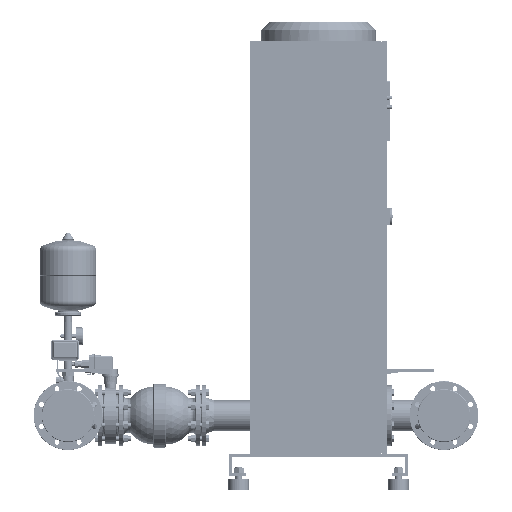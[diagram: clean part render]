
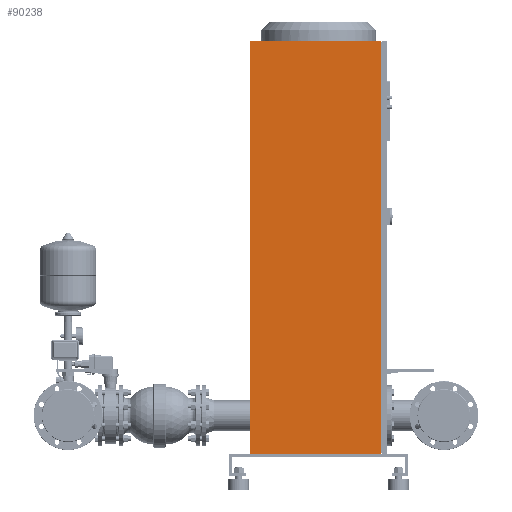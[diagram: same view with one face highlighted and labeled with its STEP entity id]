
A CAD part, left-side view. The second image highlights one B-rep face of the part: STEP entity #90238.
In plain terms, the highlighted free-form (B-spline) face has degree [1, 1] with [2, 2] control points.
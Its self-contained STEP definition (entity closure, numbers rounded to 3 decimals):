
#89915=CARTESIAN_POINT('',(-1250.,-225.,1630.0));
#89916=VERTEX_POINT('',#89915);
#89931=CARTESIAN_POINT('',(-1250.,250.,1630.0));
#89932=VERTEX_POINT('',#89931);
#89939=CARTESIAN_POINT('',(-1250.,250.,1630.0));
#89940=DIRECTION('',(0.0,-1.0,0.0));
#89941=VECTOR('',#89940,475.0);
#89942=LINE('',#89939,#89941);
#89943=EDGE_CURVE('',#89932,#89916,#89942,.T.);
#90196=CARTESIAN_POINT('',(-1250.0,250.0,130.0));
#90197=VERTEX_POINT('',#90196);
#90198=CARTESIAN_POINT('',(-1250.0,250.0,130.0));
#90199=DIRECTION('',(0.0,0.0,1.0));
#90200=VECTOR('',#90199,1500.0);
#90201=LINE('',#90198,#90200);
#90202=EDGE_CURVE('',#90197,#89932,#90201,.T.);
#90215=CARTESIAN_POINT('',(-1250.,-225.,1630.0));
#90216=CARTESIAN_POINT('',(-1250.,250.,1630.0));
#90217=CARTESIAN_POINT('',(-1250.,-225.,130.));
#90218=CARTESIAN_POINT('',(-1250.,250.,130.));
#90219=B_SPLINE_SURFACE_WITH_KNOTS('',1,1,((#90215,#90217),(#90216,#90218)),.UNSPECIFIED.,.F.,.F.,.U.,(2,2),(2,2),(0.0,475.),(0.0,1500.),.UNSPECIFIED.);
#90220=CARTESIAN_POINT('',(-1250.0,-225.0,130.));
#90221=VERTEX_POINT('',#90220);
#90222=CARTESIAN_POINT('',(-1250.,-225.,1630.0));
#90223=DIRECTION('',(0.0,0.0,-1.0));
#90224=VECTOR('',#90223,1500.0);
#90225=LINE('',#90222,#90224);
#90226=EDGE_CURVE('',#89916,#90221,#90225,.T.);
#90227=ORIENTED_EDGE('',*,*,#90226,.F.);
#90228=ORIENTED_EDGE('',*,*,#89943,.F.);
#90229=ORIENTED_EDGE('',*,*,#90202,.F.);
#90230=CARTESIAN_POINT('',(-1250.0,250.0,130.0));
#90231=DIRECTION('',(0.0,-1.0,0.0));
#90232=VECTOR('',#90231,475.0);
#90233=LINE('',#90230,#90232);
#90234=EDGE_CURVE('',#90197,#90221,#90233,.T.);
#90235=ORIENTED_EDGE('',*,*,#90234,.T.);
#90236=EDGE_LOOP('',(#90227,#90228,#90229,#90235));
#90237=FACE_OUTER_BOUND('',#90236,.T.);
#90238=ADVANCED_FACE('',(#90237),#90219,.T.);
